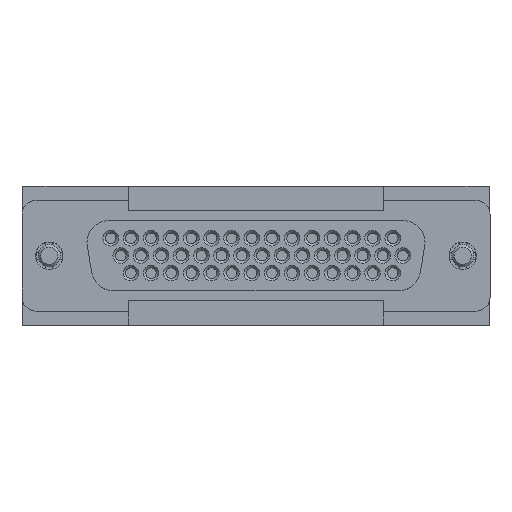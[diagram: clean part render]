
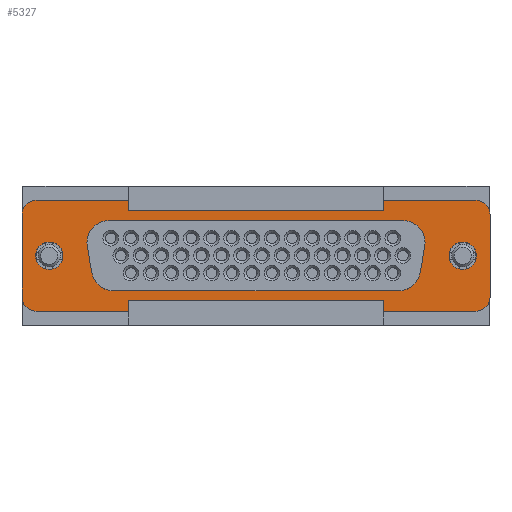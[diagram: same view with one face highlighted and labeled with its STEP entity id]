
A CAD part, top view. The second image highlights one B-rep face of the part: STEP entity #5327.
In plain terms, the highlighted planar face has unit normal (0, 0, 1).
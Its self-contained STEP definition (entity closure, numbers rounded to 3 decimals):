
#134=LINE('',#7398,#380);
#139=LINE('',#7413,#385);
#143=LINE('',#7425,#389);
#147=LINE('',#7437,#393);
#150=LINE('',#7535,#396);
#154=LINE('',#7547,#400);
#157=LINE('',#7553,#403);
#160=LINE('',#7565,#406);
#164=LINE('',#7579,#410);
#167=LINE('',#7585,#413);
#170=LINE('',#7598,#416);
#171=LINE('',#7600,#417);
#172=LINE('',#7602,#418);
#173=LINE('',#7604,#419);
#174=LINE('',#7605,#420);
#175=LINE('',#7607,#421);
#380=VECTOR('',#6175,1000.);
#385=VECTOR('',#6188,1000.);
#389=VECTOR('',#6200,1000.);
#393=VECTOR('',#6212,1000.);
#396=VECTOR('',#6313,1000.);
#400=VECTOR('',#6325,1000.);
#403=VECTOR('',#6328,1000.);
#406=VECTOR('',#6341,1000.);
#410=VECTOR('',#6355,1000.);
#413=VECTOR('',#6358,1000.);
#416=VECTOR('',#6375,1000.);
#417=VECTOR('',#6376,1000.);
#418=VECTOR('',#6377,1000.);
#419=VECTOR('',#6378,1000.);
#420=VECTOR('',#6379,1000.);
#421=VECTOR('',#6380,1000.);
#576=PLANE('',#5677);
#719=CIRCLE('',#5599,2.54);
#721=CIRCLE('',#5603,2.54);
#723=CIRCLE('',#5607,2.54);
#725=CIRCLE('',#5611,2.54);
#771=CIRCLE('',#5660,1.6);
#773=CIRCLE('',#5664,1.6);
#776=CIRCLE('',#5669,1.6);
#779=CIRCLE('',#5674,1.6);
#781=CIRCLE('',#5678,1.55);
#782=CIRCLE('',#5679,1.55);
#1133=ORIENTED_EDGE('',*,*,#2007,.F.);
#1134=ORIENTED_EDGE('',*,*,#2008,.F.);
#1135=ORIENTED_EDGE('',*,*,#2009,.F.);
#1136=ORIENTED_EDGE('',*,*,#1986,.T.);
#1137=ORIENTED_EDGE('',*,*,#1988,.T.);
#1138=ORIENTED_EDGE('',*,*,#1992,.T.);
#1139=ORIENTED_EDGE('',*,*,#1995,.T.);
#1140=ORIENTED_EDGE('',*,*,#1999,.T.);
#1141=ORIENTED_EDGE('',*,*,#2010,.F.);
#1142=ORIENTED_EDGE('',*,*,#2011,.T.);
#1143=ORIENTED_EDGE('',*,*,#2012,.T.);
#1144=ORIENTED_EDGE('',*,*,#2002,.T.);
#1145=ORIENTED_EDGE('',*,*,#2004,.T.);
#1146=ORIENTED_EDGE('',*,*,#1977,.T.);
#1147=ORIENTED_EDGE('',*,*,#1980,.T.);
#1148=ORIENTED_EDGE('',*,*,#1983,.T.);
#1149=ORIENTED_EDGE('',*,*,#2013,.T.);
#1150=ORIENTED_EDGE('',*,*,#2014,.F.);
#1151=ORIENTED_EDGE('',*,*,#1909,.F.);
#1152=ORIENTED_EDGE('',*,*,#1931,.F.);
#1153=ORIENTED_EDGE('',*,*,#1928,.F.);
#1154=ORIENTED_EDGE('',*,*,#1925,.F.);
#1155=ORIENTED_EDGE('',*,*,#1922,.F.);
#1156=ORIENTED_EDGE('',*,*,#1919,.F.);
#1157=ORIENTED_EDGE('',*,*,#1916,.F.);
#1158=ORIENTED_EDGE('',*,*,#1913,.F.);
#1909=EDGE_CURVE('',#2357,#2358,#134,.T.);
#1913=EDGE_CURVE('',#2358,#2361,#719,.T.);
#1916=EDGE_CURVE('',#2361,#2363,#139,.T.);
#1919=EDGE_CURVE('',#2363,#2365,#721,.T.);
#1922=EDGE_CURVE('',#2365,#2367,#143,.T.);
#1925=EDGE_CURVE('',#2367,#2369,#723,.T.);
#1928=EDGE_CURVE('',#2369,#2371,#147,.T.);
#1931=EDGE_CURVE('',#2371,#2357,#725,.T.);
#1977=EDGE_CURVE('',#2417,#2418,#150,.T.);
#1980=EDGE_CURVE('',#2418,#2419,#771,.T.);
#1983=EDGE_CURVE('',#2419,#2421,#154,.T.);
#1986=EDGE_CURVE('',#2424,#2423,#157,.T.);
#1988=EDGE_CURVE('',#2423,#2425,#773,.T.);
#1992=EDGE_CURVE('',#2425,#2428,#160,.T.);
#1995=EDGE_CURVE('',#2428,#2430,#776,.T.);
#1999=EDGE_CURVE('',#2430,#2433,#164,.T.);
#2002=EDGE_CURVE('',#2436,#2435,#167,.T.);
#2004=EDGE_CURVE('',#2435,#2417,#779,.T.);
#2007=EDGE_CURVE('',#2437,#2437,#781,.T.);
#2008=EDGE_CURVE('',#2438,#2438,#782,.T.);
#2009=EDGE_CURVE('',#2424,#2439,#170,.T.);
#2010=EDGE_CURVE('',#2440,#2433,#171,.T.);
#2011=EDGE_CURVE('',#2440,#2441,#172,.T.);
#2012=EDGE_CURVE('',#2441,#2436,#173,.T.);
#2013=EDGE_CURVE('',#2421,#2442,#174,.T.);
#2014=EDGE_CURVE('',#2439,#2442,#175,.T.);
#2357=VERTEX_POINT('',#7399);
#2358=VERTEX_POINT('',#7400);
#2361=VERTEX_POINT('',#7408);
#2363=VERTEX_POINT('',#7414);
#2365=VERTEX_POINT('',#7420);
#2367=VERTEX_POINT('',#7426);
#2369=VERTEX_POINT('',#7432);
#2371=VERTEX_POINT('',#7438);
#2417=VERTEX_POINT('',#7536);
#2418=VERTEX_POINT('',#7537);
#2419=VERTEX_POINT('',#7542);
#2421=VERTEX_POINT('',#7548);
#2423=VERTEX_POINT('',#7552);
#2424=VERTEX_POINT('',#7554);
#2425=VERTEX_POINT('',#7558);
#2428=VERTEX_POINT('',#7566);
#2430=VERTEX_POINT('',#7572);
#2433=VERTEX_POINT('',#7580);
#2435=VERTEX_POINT('',#7584);
#2436=VERTEX_POINT('',#7586);
#2437=VERTEX_POINT('',#7595);
#2438=VERTEX_POINT('',#7597);
#2439=VERTEX_POINT('',#7599);
#2440=VERTEX_POINT('',#7601);
#2441=VERTEX_POINT('',#7603);
#2442=VERTEX_POINT('',#7606);
#2699=EDGE_LOOP('',(#1133));
#2700=EDGE_LOOP('',(#1134));
#2701=EDGE_LOOP('',(#1135,#1136,#1137,#1138,#1139,#1140,#1141,#1142,#1143,
#1144,#1145,#1146,#1147,#1148,#1149,#1150));
#2702=EDGE_LOOP('',(#1151,#1152,#1153,#1154,#1155,#1156,#1157,#1158));
#3105=FACE_BOUND('',#2699,.T.);
#3106=FACE_BOUND('',#2700,.T.);
#3107=FACE_BOUND('',#2701,.T.);
#3108=FACE_BOUND('',#2702,.T.);
#5327=ADVANCED_FACE('',(#3105,#3106,#3107,#3108),#576,.T.);
#5599=AXIS2_PLACEMENT_3D('',#7407,#6181,#6182);
#5603=AXIS2_PLACEMENT_3D('',#7419,#6193,#6194);
#5607=AXIS2_PLACEMENT_3D('',#7431,#6205,#6206);
#5611=AXIS2_PLACEMENT_3D('',#7443,#6217,#6218);
#5660=AXIS2_PLACEMENT_3D('',#7541,#6318,#6319);
#5664=AXIS2_PLACEMENT_3D('',#7557,#6332,#6333);
#5669=AXIS2_PLACEMENT_3D('',#7571,#6346,#6347);
#5674=AXIS2_PLACEMENT_3D('',#7589,#6362,#6363);
#5677=AXIS2_PLACEMENT_3D('',#7593,#6369,#6370);
#5678=AXIS2_PLACEMENT_3D('',#7594,#6371,#6372);
#5679=AXIS2_PLACEMENT_3D('',#7596,#6373,#6374);
#6175=DIRECTION('',(-1.,0.,0.));
#6181=DIRECTION('',(0.,0.,1.));
#6182=DIRECTION('',(1.,0.,0.));
#6188=DIRECTION('',(0.172,-0.985,0.));
#6193=DIRECTION('',(0.,0.,1.));
#6194=DIRECTION('',(1.,0.,0.));
#6200=DIRECTION('',(1.,0.,0.));
#6205=DIRECTION('',(0.,0.,1.));
#6206=DIRECTION('',(1.,0.,0.));
#6212=DIRECTION('',(0.172,0.985,0.));
#6217=DIRECTION('',(0.,0.,1.));
#6218=DIRECTION('',(1.,0.,0.));
#6313=DIRECTION('',(0.,-1.,0.));
#6318=DIRECTION('',(0.,0.,1.));
#6319=DIRECTION('',(1.,0.,0.));
#6325=DIRECTION('',(1.,0.,0.));
#6328=DIRECTION('',(1.,0.,0.));
#6332=DIRECTION('',(0.,0.,1.));
#6333=DIRECTION('',(1.,0.,0.));
#6341=DIRECTION('',(0.,1.,0.));
#6346=DIRECTION('',(0.,0.,1.));
#6347=DIRECTION('',(1.,0.,0.));
#6355=DIRECTION('',(-1.,0.,0.));
#6358=DIRECTION('',(-1.,0.,0.));
#6362=DIRECTION('',(0.,0.,1.));
#6363=DIRECTION('',(1.,0.,0.));
#6369=DIRECTION('',(0.,0.,1.));
#6370=DIRECTION('',(1.,0.,0.));
#6371=DIRECTION('',(0.,0.,1.));
#6372=DIRECTION('',(1.,0.,0.));
#6373=DIRECTION('',(0.,0.,1.));
#6374=DIRECTION('',(1.,0.,0.));
#6375=DIRECTION('',(0.,1.,0.));
#6376=DIRECTION('',(0.,1.,0.));
#6377=DIRECTION('',(-1.,0.,0.));
#6378=DIRECTION('',(0.,1.,0.));
#6379=DIRECTION('',(0.,1.,0.));
#6380=DIRECTION('',(-1.,0.,0.));
#7398=CARTESIAN_POINT('',(16.677,4.,0.));
#7399=CARTESIAN_POINT('',(16.677,4.,0.));
#7400=CARTESIAN_POINT('',(-16.677,4.,0.));
#7407=CARTESIAN_POINT('',(-16.677,1.46,0.));
#7408=CARTESIAN_POINT('',(-19.179,1.022,0.));
#7413=CARTESIAN_POINT('',(-19.179,1.022,0.));
#7414=CARTESIAN_POINT('',(-18.668,-1.898,0.));
#7419=CARTESIAN_POINT('',(-16.166,-1.46,0.));
#7420=CARTESIAN_POINT('',(-16.166,-4.,0.));
#7425=CARTESIAN_POINT('',(-16.166,-4.,0.));
#7426=CARTESIAN_POINT('',(16.166,-4.,0.));
#7431=CARTESIAN_POINT('',(16.166,-1.46,0.));
#7432=CARTESIAN_POINT('',(18.668,-1.898,0.));
#7437=CARTESIAN_POINT('',(18.668,-1.898,0.));
#7438=CARTESIAN_POINT('',(19.179,1.022,0.));
#7443=CARTESIAN_POINT('',(16.677,1.46,0.));
#7535=CARTESIAN_POINT('',(-26.6,4.7,0.));
#7536=CARTESIAN_POINT('',(-26.6,4.7,0.));
#7537=CARTESIAN_POINT('',(-26.6,-4.7,0.));
#7541=CARTESIAN_POINT('',(-25.,-4.7,0.));
#7542=CARTESIAN_POINT('',(-25.,-6.3,0.));
#7547=CARTESIAN_POINT('',(-25.,-6.3,0.));
#7548=CARTESIAN_POINT('',(-14.5,-6.3,0.));
#7552=CARTESIAN_POINT('',(25.,-6.3,0.));
#7553=CARTESIAN_POINT('',(-25.,-6.3,0.));
#7554=CARTESIAN_POINT('',(14.5,-6.3,0.));
#7557=CARTESIAN_POINT('',(25.,-4.7,0.));
#7558=CARTESIAN_POINT('',(26.6,-4.7,0.));
#7565=CARTESIAN_POINT('',(26.6,-4.7,0.));
#7566=CARTESIAN_POINT('',(26.6,4.7,0.));
#7571=CARTESIAN_POINT('',(25.,4.7,0.));
#7572=CARTESIAN_POINT('',(25.,6.3,0.));
#7579=CARTESIAN_POINT('',(25.,6.3,0.));
#7580=CARTESIAN_POINT('',(14.5,6.3,0.));
#7584=CARTESIAN_POINT('',(-25.,6.3,0.));
#7585=CARTESIAN_POINT('',(25.,6.3,0.));
#7586=CARTESIAN_POINT('',(-14.5,6.3,0.));
#7589=CARTESIAN_POINT('',(-25.,4.7,0.));
#7593=CARTESIAN_POINT('',(-25.,-4.7,0.));
#7594=CARTESIAN_POINT('',(-23.5,0.,0.));
#7595=CARTESIAN_POINT('',(-21.95,0.,0.));
#7596=CARTESIAN_POINT('',(23.5,0.,0.));
#7597=CARTESIAN_POINT('',(25.05,0.,0.));
#7598=CARTESIAN_POINT('',(14.5,-6.9,0.));
#7599=CARTESIAN_POINT('',(14.5,-5.1,0.));
#7600=CARTESIAN_POINT('',(14.5,5.1,0.));
#7601=CARTESIAN_POINT('',(14.5,5.1,0.));
#7602=CARTESIAN_POINT('',(14.5,5.1,0.));
#7603=CARTESIAN_POINT('',(-14.5,5.1,0.));
#7604=CARTESIAN_POINT('',(-14.5,5.1,0.));
#7605=CARTESIAN_POINT('',(-14.5,-6.9,0.));
#7606=CARTESIAN_POINT('',(-14.5,-5.1,0.));
#7607=CARTESIAN_POINT('',(14.5,-5.1,0.));
